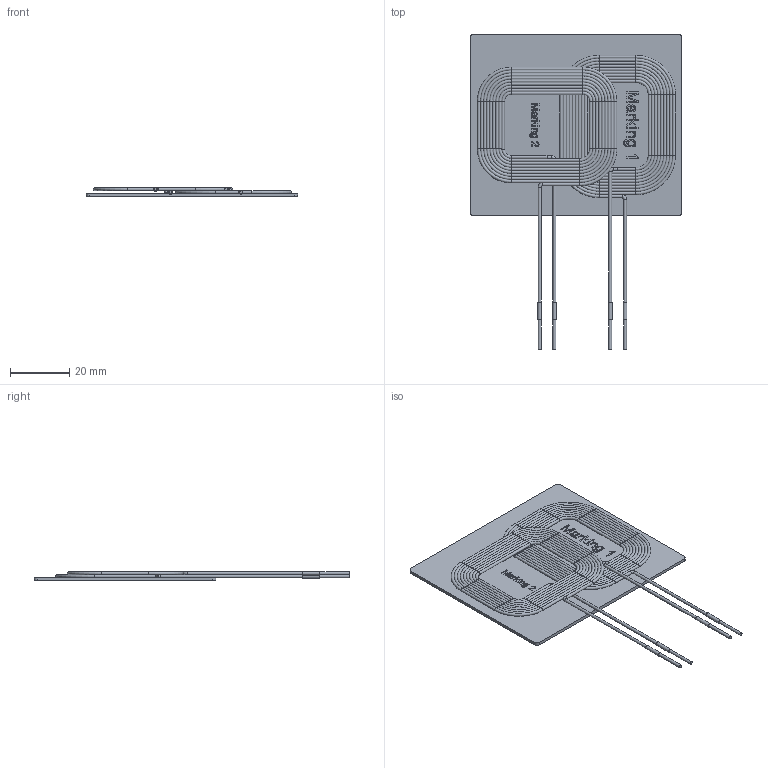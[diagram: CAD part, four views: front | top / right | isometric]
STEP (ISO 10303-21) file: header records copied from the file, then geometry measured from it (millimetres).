
FILE_DESCRIPTION(/* description */ ('Unknown'),/* implementation_level */ '2;1');
FILE_NAME(/* name */ 'L_Wurth_WE-WPCC-ARRAY_760308103148',/* time_stamp */ '2025-04-21T17:43:32+08:00',/* author */ ('Unknown'),/* organization */ ('Unknown'),/* preprocessor_version */ 'ST-DEVELOPER v19.4',/* originating_system */ 'Solid Edge',/* authorisation */ 'Unknown');
FILE_SCHEMA (('AUTOMOTIVE_DESIGN {1 0 10303 214 3 1 1}'));
Length unit declared in the file: millimetre
Products named in the file (2): L_Wurth_WE-WPCC-ARRAY_760308103148
Assembly tree (1 placements, depth 2):
  L_Wurth_WE-WPCC-ARRAY_760308103148
    L_Wurth_WE-WPCC-ARRAY_760308103148
Bounding box: 71 x 106 x 3.18 mm (x, y, z)
Volume: 6257.7 mm3; surface area: 16608.9 mm2
Topology: 1 solids, 1 shells, 345 faces, 798 edges, 485 vertices
Faces by surface type: plane 141, cylinder 92, torus 76, bspline 36
Full cylindrical faces by diameter (mm): 1 x82, 1.25 x2, 1.255 x2
Entity records: 12970 total; most frequent: CARTESIAN_POINT 4017, ORIENTED_EDGE 1234, DIRECTION 1136, EDGE_CURVE 617, EDGE_LOOP 542, FACE_BOUND 542, AXIS2_PLACEMENT_3D 493, VERTEX_POINT 471
